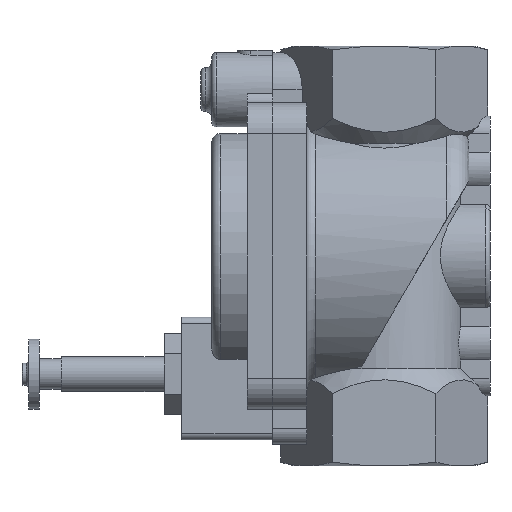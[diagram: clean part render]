
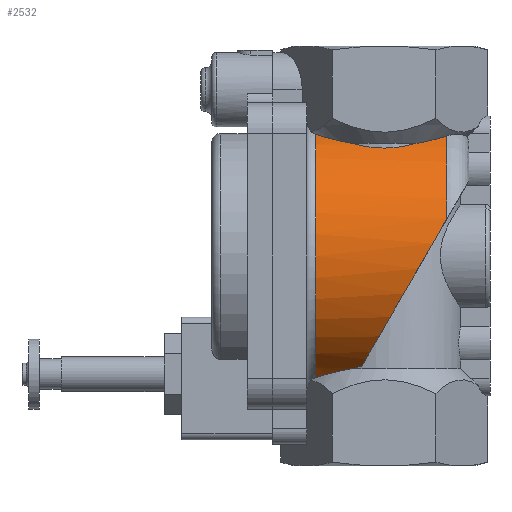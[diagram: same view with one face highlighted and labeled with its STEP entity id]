
A CAD part, left-side view. The second image highlights one B-rep face of the part: STEP entity #2532.
In plain terms, the highlighted cylindrical face has radius 30.5 mm (diameter 61 mm), a partial arc.
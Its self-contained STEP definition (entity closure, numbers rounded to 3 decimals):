
#73=CIRCLE('',#2716,30.5);
#77=CIRCLE('',#2726,30.5);
#184=ELLIPSE('',#2724,35.218,30.5);
#194=B_SPLINE_CURVE_WITH_KNOTS('',3,(#3746,#3747,#3748,#3749),
 .UNSPECIFIED.,.F.,.F.,(4,4),(0.005,0.008),
 .UNSPECIFIED.);
#210=B_SPLINE_CURVE_WITH_KNOTS('',3,(#3882,#3883,#3884,#3885),
 .UNSPECIFIED.,.F.,.F.,(4,4),(0.004,0.013),
 .UNSPECIFIED.);
#230=B_SPLINE_CURVE_WITH_KNOTS('',3,(#4019,#4020,#4021,#4022,#4023),
 .UNSPECIFIED.,.F.,.F.,(4,1,4),(0.008,0.013,
0.018),.UNSPECIFIED.);
#231=B_SPLINE_CURVE_WITH_KNOTS('',3,(#4027,#4028,#4029,#4030),
 .UNSPECIFIED.,.F.,.F.,(4,4),(0.004,0.012),
 .UNSPECIFIED.);
#237=B_SPLINE_CURVE_WITH_KNOTS('',3,(#4088,#4089,#4090,#4091,#4092),
 .UNSPECIFIED.,.F.,.F.,(4,1,4),(0.021,0.029,0.036),
 .UNSPECIFIED.);
#274=CYLINDRICAL_SURFACE('',#2725,30.5);
#405=ORIENTED_EDGE('',*,*,#1147,.T.);
#406=ORIENTED_EDGE('',*,*,#1108,.F.);
#407=ORIENTED_EDGE('',*,*,#1077,.F.);
#408=ORIENTED_EDGE('',*,*,#1146,.F.);
#409=ORIENTED_EDGE('',*,*,#1135,.F.);
#410=ORIENTED_EDGE('',*,*,#1131,.F.);
#411=ORIENTED_EDGE('',*,*,#1148,.F.);
#412=ORIENTED_EDGE('',*,*,#1129,.F.);
#1077=EDGE_CURVE('',#1453,#1454,#194,.T.);
#1108=EDGE_CURVE('',#1454,#1481,#210,.T.);
#1129=EDGE_CURVE('',#1501,#1502,#230,.T.);
#1131=EDGE_CURVE('',#1503,#1504,#231,.T.);
#1135=EDGE_CURVE('',#1504,#1507,#73,.T.);
#1146=EDGE_CURVE('',#1507,#1453,#184,.T.);
#1147=EDGE_CURVE('',#1501,#1481,#77,.T.);
#1148=EDGE_CURVE('',#1502,#1503,#237,.T.);
#1453=VERTEX_POINT('',#3745);
#1454=VERTEX_POINT('',#3750);
#1481=VERTEX_POINT('',#3886);
#1501=VERTEX_POINT('',#4018);
#1502=VERTEX_POINT('',#4024);
#1503=VERTEX_POINT('',#4026);
#1504=VERTEX_POINT('',#4031);
#1507=VERTEX_POINT('',#4047);
#2063=EDGE_LOOP('',(#405,#406,#407,#408,#409,#410,#411,#412));
#2260=FACE_BOUND('',#2063,.T.);
#2532=ADVANCED_FACE('',(#2260),#274,.T.);
#2716=AXIS2_PLACEMENT_3D('',#4046,#3034,#3035);
#2724=AXIS2_PLACEMENT_3D('',#4085,#3053,#3054);
#2725=AXIS2_PLACEMENT_3D('',#4086,#3055,#3056);
#2726=AXIS2_PLACEMENT_3D('',#4087,#3057,#3058);
#3034=DIRECTION('',(0.,-1.,0.));
#3035=DIRECTION('',(0.,0.,-1.));
#3053=DIRECTION('',(0.,-0.866,0.5));
#3054=DIRECTION('',(0.,-0.5,-0.866));
#3055=DIRECTION('',(0.,-1.,0.));
#3056=DIRECTION('',(0.,0.,-1.));
#3057=DIRECTION('',(0.,-1.,0.));
#3058=DIRECTION('',(0.,0.,-1.));
#3745=CARTESIAN_POINT('',(17.179,5.12,73.202));
#3746=CARTESIAN_POINT('',(17.179,5.12,73.202));
#3747=CARTESIAN_POINT('',(16.958,5.863,73.353));
#3748=CARTESIAN_POINT('',(16.691,6.582,73.53));
#3749=CARTESIAN_POINT('',(16.384,7.274,73.726));
#3750=CARTESIAN_POINT('',(16.384,7.274,73.726));
#3882=CARTESIAN_POINT('',(16.384,7.274,73.726));
#3883=CARTESIAN_POINT('',(15.588,10.315,74.233));
#3884=CARTESIAN_POINT('',(14.276,13.214,75.026));
#3885=CARTESIAN_POINT('',(12.46,15.694,75.839));
#3886=CARTESIAN_POINT('',(12.46,15.694,75.839));
#4018=CARTESIAN_POINT('',(12.46,15.694,20.161));
#4019=CARTESIAN_POINT('',(12.46,15.694,20.161));
#4020=CARTESIAN_POINT('',(13.374,14.447,20.57));
#4021=CARTESIAN_POINT('',(14.92,11.787,21.367));
#4022=CARTESIAN_POINT('',(15.985,8.799,22.02));
#4023=CARTESIAN_POINT('',(16.384,7.274,22.274));
#4024=CARTESIAN_POINT('',(16.384,7.274,22.274));
#4026=CARTESIAN_POINT('',(16.384,-7.274,22.274));
#4027=CARTESIAN_POINT('',(16.384,-7.274,22.274));
#4028=CARTESIAN_POINT('',(15.728,-9.782,21.856));
#4029=CARTESIAN_POINT('',(14.716,-12.202,21.243));
#4030=CARTESIAN_POINT('',(13.364,-14.36,20.584));
#4031=CARTESIAN_POINT('',(13.364,-14.36,20.584));
#4046=CARTESIAN_POINT('',(0.,-14.36,48.));
#4047=CARTESIAN_POINT('',(29.28,-14.36,39.461));
#4085=CARTESIAN_POINT('',(0.,-9.43,48.));
#4086=CARTESIAN_POINT('',(0.,-19.36,48.));
#4087=CARTESIAN_POINT('',(0.,15.694,48.));
#4088=CARTESIAN_POINT('',(16.384,7.274,22.274));
#4089=CARTESIAN_POINT('',(17.37,5.054,22.902));
#4090=CARTESIAN_POINT('',(18.48,-0.005,23.744));
#4091=CARTESIAN_POINT('',(17.375,-5.041,22.905));
#4092=CARTESIAN_POINT('',(16.384,-7.274,22.274));
